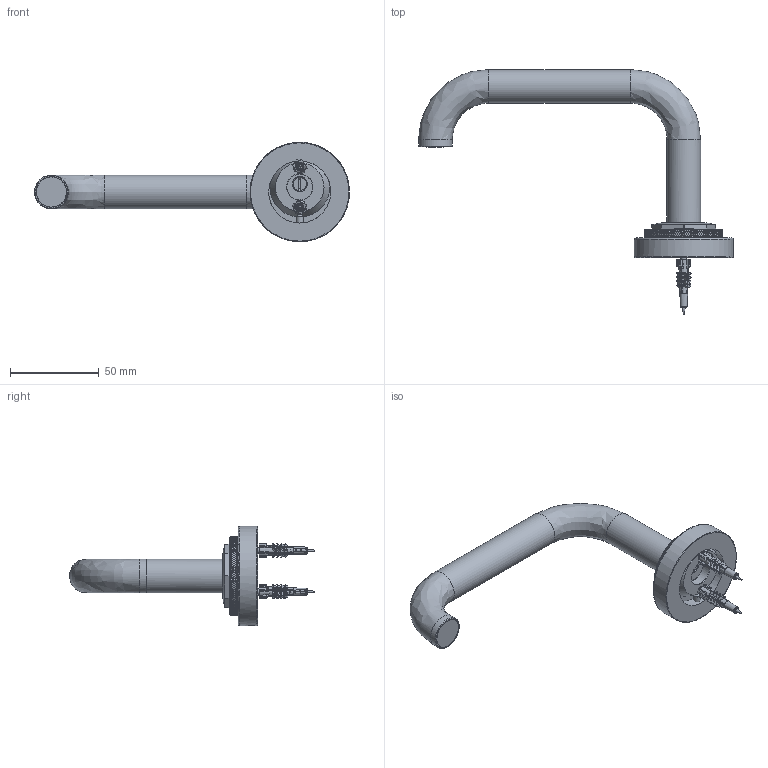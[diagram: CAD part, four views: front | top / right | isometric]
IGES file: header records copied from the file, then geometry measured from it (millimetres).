
Global section: file name: N7637-RH-K; native system: Autodesk Inventor 2020; preprocessor: unknown; author: rclarke; date: 20201026.083351; units: millimetre
Bounding box: 177.5 x 138.09 x 56 mm (x, y, z)
Volume: 50691.7 mm3; surface area: 52143.9 mm2
Topology: 16 solids, 16 shells, 4154 faces, 9202 edges, 5079 vertices
Faces by surface type: bspline 4154
